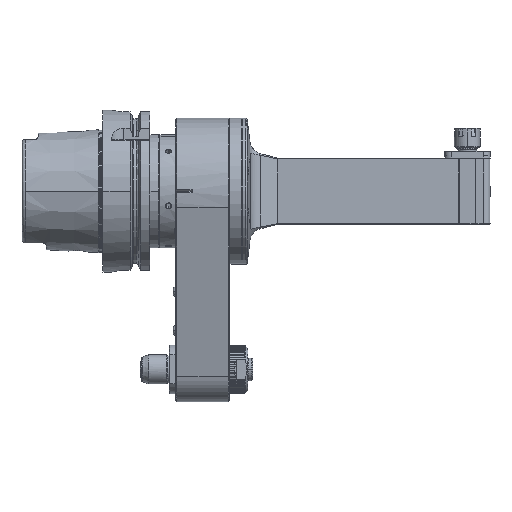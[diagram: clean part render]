
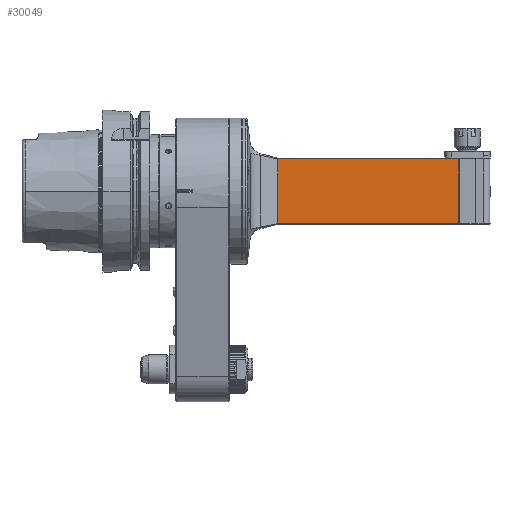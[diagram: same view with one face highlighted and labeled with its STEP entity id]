
A CAD part, left-side view. The second image highlights one B-rep face of the part: STEP entity #30049.
In plain terms, the highlighted planar face has unit normal (-1, 0, 0).
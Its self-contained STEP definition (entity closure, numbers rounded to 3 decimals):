
#11011=DIRECTION('',(0.,-1.,0.));
#11012=VECTOR('',#11011,111.8);
#11013=CARTESIAN_POINT('',(-15.,117.,-20.));
#11014=LINE('',#11013,#11012);
#11015=CARTESIAN_POINT('',(-15.,5.2,-20.));
#11024=DIRECTION('',(0.,0.,1.));
#11025=VECTOR('',#11024,40.);
#11026=CARTESIAN_POINT('',(-15.,5.2,-20.));
#11027=LINE('',#11026,#11025);
#11032=DIRECTION('',(0.,0.,1.));
#11033=VECTOR('',#11032,40.);
#11034=CARTESIAN_POINT('',(-15.,117.,-20.));
#11035=LINE('',#11034,#11033);
#11080=CARTESIAN_POINT('',(-15.,5.2,20.));
#11082=DIRECTION('',(0.,-1.,0.));
#11083=VECTOR('',#11082,111.8);
#11084=CARTESIAN_POINT('',(-15.,117.,20.));
#11085=LINE('',#11084,#11083);
#19700=CARTESIAN_POINT('',(-15.,117.,20.));
#19701=VERTEX_POINT('',#19700);
#19702=CARTESIAN_POINT('',(-15.,117.,-20.));
#19703=VERTEX_POINT('',#19702);
#21155=VERTEX_POINT('',#11080);
#21156=VERTEX_POINT('',#11015);
#30036=CARTESIAN_POINT('',(-15.,-14.,-54.));
#30037=DIRECTION('',(1.,0.,0.));
#30038=DIRECTION('',(0.,1.,0.));
#30039=AXIS2_PLACEMENT_3D('',#30036,#30037,#30038);
#30040=PLANE('',#30039);
#30041=ORIENTED_EDGE('',*,*,#30029,.F.);
#30042=ORIENTED_EDGE('',*,*,#30000,.F.);
#30044=ORIENTED_EDGE('',*,*,#30043,.T.);
#30046=ORIENTED_EDGE('',*,*,#30045,.T.);
#30047=EDGE_LOOP('',(#30041,#30042,#30044,#30046));
#30048=FACE_OUTER_BOUND('',#30047,.F.);
#30049=ADVANCED_FACE('',(#30048),#30040,.F.);
#30000=EDGE_CURVE('',#19703,#21156,#11014,.T.);
#30029=EDGE_CURVE('',#21156,#21155,#11027,.T.);
#30043=EDGE_CURVE('',#19703,#19701,#11035,.T.);
#30045=EDGE_CURVE('',#19701,#21155,#11085,.T.);
